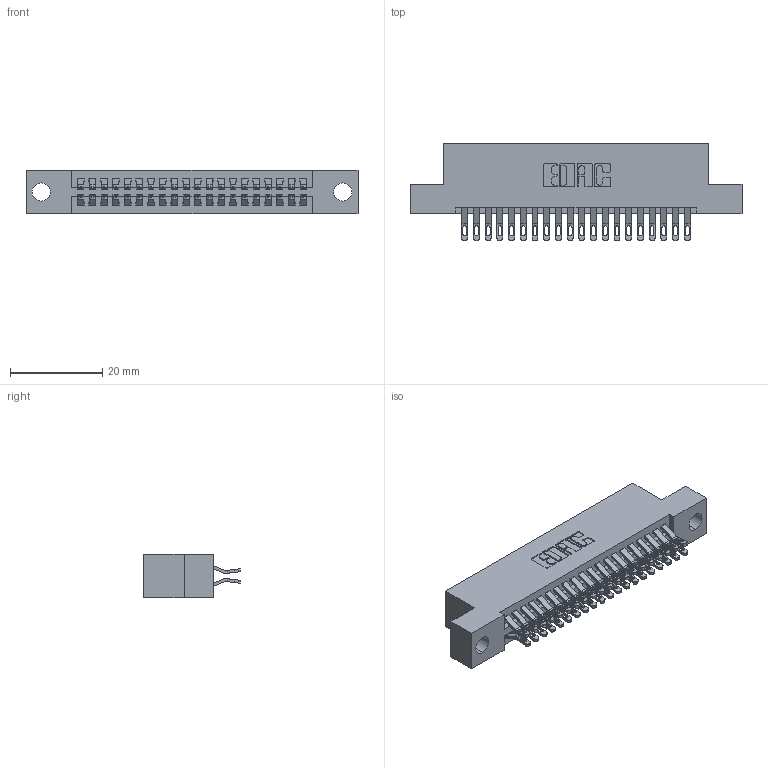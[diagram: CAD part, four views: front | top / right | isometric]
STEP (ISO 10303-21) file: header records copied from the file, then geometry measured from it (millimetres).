
FILE_DESCRIPTION (( 'STEP AP203' ), '1' );
FILE_NAME ('345-040-555-204.STEP', '2018-09-05T04:48:36', ( '' ), ( '' ), 'SwSTEP 2.0', 'SolidWorks 2016', '' );
FILE_SCHEMA (( 'CONFIG_CONTROL_DESIGN' ));
Length unit declared in the file: inch
Products named in the file (3): 345 Part_Flush Mounting Lugs - 0.156 Dia-TH; 345-292-001_555 Tail; 345-040-555-204
Assembly tree (41 placements, depth 2):
  345-040-555-204
    345 Part_Flush Mounting Lugs - 0.156 Dia-TH
    345-292-001_555 Tail  x40
Bounding box: 72.01 x 21.13 x 9.4 mm (x, y, z)
Volume: 6819 mm3; surface area: 9872.2 mm2
Topology: 41 solids, 41 shells, 2366 faces, 7421 edges, 4946 vertices
Faces by surface type: plane 1320, cylinder 1046
Entity records: 18983 total; most frequent: CARTESIAN_POINT 3238, ORIENTED_EDGE 3142, DIRECTION 2851, EDGE_CURVE 1571, LINE 1339, VECTOR 1339, VERTEX_POINT 1046, AXIS2_PLACEMENT_3D 756
